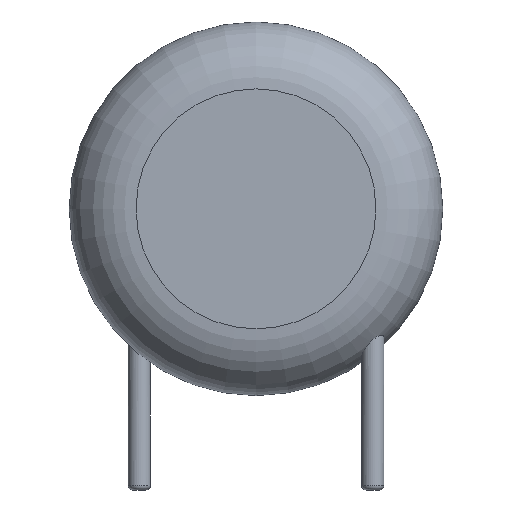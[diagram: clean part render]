
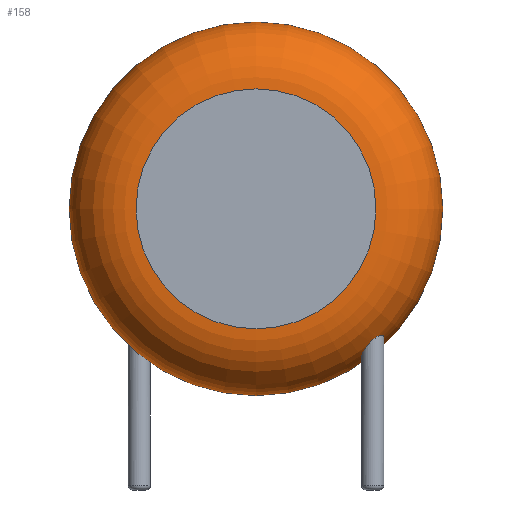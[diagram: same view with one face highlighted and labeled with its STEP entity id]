
A CAD part, front view. The second image highlights one B-rep face of the part: STEP entity #158.
In plain terms, the highlighted toroidal (fillet/blend) face has major radius 3.854 mm and minor radius 2.146 mm.
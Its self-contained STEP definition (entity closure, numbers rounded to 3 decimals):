
#24 = VERTEX_POINT('',#25);
#25 = CARTESIAN_POINT('',(9.75,-0.941,6.03));
#31 = EDGE_CURVE('',#24,#24,#32,.T.);
#32 = CIRCLE('',#33,6.);
#33 = AXIS2_PLACEMENT_3D('',#34,#35,#36);
#34 = CARTESIAN_POINT('',(3.75,-0.941,6.03));
#35 = DIRECTION('',(0.,-1.,0.));
#36 = DIRECTION('',(1.,0.,0.));
#158 = ADVANCED_FACE('',(#159,#179),#259,.T.);
#159 = FACE_BOUND('',#160,.T.);
#160 = EDGE_LOOP('',(#161,#162,#171,#178));
#161 = ORIENTED_EDGE('',*,*,#31,.T.);
#162 = ORIENTED_EDGE('',*,*,#163,.T.);
#163 = EDGE_CURVE('',#24,#164,#166,.T.);
#164 = VERTEX_POINT('',#165);
#165 = CARTESIAN_POINT('',(7.604,-3.088,6.03));
#166 = CIRCLE('',#167,2.146);
#167 = AXIS2_PLACEMENT_3D('',#168,#169,#170);
#168 = CARTESIAN_POINT('',(7.604,-0.941,6.03));
#169 = DIRECTION('',(0.,0.,-1.));
#170 = DIRECTION('',(1.,0.,0.));
#171 = ORIENTED_EDGE('',*,*,#172,.F.);
#172 = EDGE_CURVE('',#164,#164,#173,.T.);
#173 = CIRCLE('',#174,3.854);
#174 = AXIS2_PLACEMENT_3D('',#175,#176,#177);
#175 = CARTESIAN_POINT('',(3.75,-3.088,6.03));
#176 = DIRECTION('',(0.,-1.,0.));
#177 = DIRECTION('',(1.,0.,0.));
#178 = ORIENTED_EDGE('',*,*,#163,.F.);
#179 = FACE_BOUND('',#180,.T.);
#180 = EDGE_LOOP('',(#181,#200));
#181 = ORIENTED_EDGE('',*,*,#182,.T.);
#182 = EDGE_CURVE('',#183,#185,#187,.T.);
#183 = VERTEX_POINT('',#184);
#184 = CARTESIAN_POINT('',(7.86,-1.775,1.893));
#185 = VERTEX_POINT('',#186);
#186 = CARTESIAN_POINT('',(7.529,-1.416,1.438
));
#187 = B_SPLINE_CURVE_WITH_KNOTS('',6,(#188,#189,#190,#191,#192,#193,
#194,#195,#196,#197,#198,#199),.UNSPECIFIED.,.F.,.F.,(7,5,7),(
0.,0.611,1.),.UNSPECIFIED.);
#188 = CARTESIAN_POINT('',(7.86,-1.775,1.893));
#189 = CARTESIAN_POINT('',(7.86,-1.719,1.86));
#190 = CARTESIAN_POINT('',(7.85,-1.665,1.821
));
#191 = CARTESIAN_POINT('',(7.83,-1.613,1.777
));
#192 = CARTESIAN_POINT('',(7.801,-1.566,1.729
));
#193 = CARTESIAN_POINT('',(7.765,-1.525,1.68
));
#194 = CARTESIAN_POINT('',(7.695,-1.471,1.598)
);
#195 = CARTESIAN_POINT('',(7.666,-1.452,1.565
));
#196 = CARTESIAN_POINT('',(7.634,-1.438,1.533
));
#197 = CARTESIAN_POINT('',(7.6,-1.426,1.5
));
#198 = CARTESIAN_POINT('',(7.565,-1.419,1.469
));
#199 = CARTESIAN_POINT('',(7.529,-1.416,1.438
));
#200 = ORIENTED_EDGE('',*,*,#201,.T.);
#201 = EDGE_CURVE('',#185,#183,#202,.T.);
#202 = B_SPLINE_CURVE_WITH_KNOTS('',7,(#203,#204,#205,#206,#207,#208,
#209,#210,#211,#212,#213,#214,#215,#216,#217,#218,#219,#220,#221,
#222,#223,#224,#225,#226,#227,#228,#229,#230,#231,#232,#233,#234,
#235,#236,#237,#238,#239,#240,#241,#242,#243,#244,#245,#246,#247,
#248,#249,#250,#251,#252,#253,#254,#255,#256,#257,#258),
.UNSPECIFIED.,.F.,.F.,(8,6,6,6,6,6,6,6,6,8),(0.,0.16,
0.245,0.34,0.392,0.551,
0.743,0.823,0.928,1.),.UNSPECIFIED.);
#203 = CARTESIAN_POINT('',(7.529,-1.416,1.438
));
#204 = CARTESIAN_POINT('',(7.49,-1.413,1.405)
);
#205 = CARTESIAN_POINT('',(7.449,-1.415,1.373)
);
#206 = CARTESIAN_POINT('',(7.409,-1.422,1.343
));
#207 = CARTESIAN_POINT('',(7.37,-1.434,1.316
));
#208 = CARTESIAN_POINT('',(7.332,-1.452,1.293
));
#209 = CARTESIAN_POINT('',(7.297,-1.475,1.274)
);
#210 = CARTESIAN_POINT('',(7.248,-1.517,1.252
));
#211 = CARTESIAN_POINT('',(7.233,-1.532,1.246
));
#212 = CARTESIAN_POINT('',(7.218,-1.549,1.242)
);
#213 = CARTESIAN_POINT('',(7.205,-1.567,1.239
));
#214 = CARTESIAN_POINT('',(7.193,-1.586,1.237)
);
#215 = CARTESIAN_POINT('',(7.182,-1.605,1.237)
);
#216 = CARTESIAN_POINT('',(7.163,-1.647,1.241
));
#217 = CARTESIAN_POINT('',(7.154,-1.67,1.245)
);
#218 = CARTESIAN_POINT('',(7.148,-1.693,1.25)
);
#219 = CARTESIAN_POINT('',(7.143,-1.717,1.258)
);
#220 = CARTESIAN_POINT('',(7.14,-1.741,1.268)
);
#221 = CARTESIAN_POINT('',(7.139,-1.764,1.279
));
#222 = CARTESIAN_POINT('',(7.141,-1.8,1.299
));
#223 = CARTESIAN_POINT('',(7.142,-1.812,1.306
));
#224 = CARTESIAN_POINT('',(7.143,-1.825,1.314
));
#225 = CARTESIAN_POINT('',(7.145,-1.837,1.322
));
#226 = CARTESIAN_POINT('',(7.147,-1.849,1.331
));
#227 = CARTESIAN_POINT('',(7.15,-1.861,1.34)
);
#228 = CARTESIAN_POINT('',(7.164,-1.909,1.378)
);
#229 = CARTESIAN_POINT('',(7.178,-1.943,1.411
));
#230 = CARTESIAN_POINT('',(7.196,-1.975,1.445
));
#231 = CARTESIAN_POINT('',(7.218,-2.004,1.482
));
#232 = CARTESIAN_POINT('',(7.242,-2.03,1.52
));
#233 = CARTESIAN_POINT('',(7.269,-2.054,1.559)
);
#234 = CARTESIAN_POINT('',(7.335,-2.098,1.647
));
#235 = CARTESIAN_POINT('',(7.374,-2.117,1.695)
);
#236 = CARTESIAN_POINT('',(7.416,-2.131,1.743
));
#237 = CARTESIAN_POINT('',(7.461,-2.139,1.789)
);
#238 = CARTESIAN_POINT('',(7.509,-2.14,1.833)
);
#239 = CARTESIAN_POINT('',(7.557,-2.134,1.871
));
#240 = CARTESIAN_POINT('',(7.623,-2.114,1.915
));
#241 = CARTESIAN_POINT('',(7.643,-2.107,1.926
));
#242 = CARTESIAN_POINT('',(7.662,-2.098,1.937
));
#243 = CARTESIAN_POINT('',(7.68,-2.088,1.946
));
#244 = CARTESIAN_POINT('',(7.698,-2.077,1.953
));
#245 = CARTESIAN_POINT('',(7.715,-2.064,1.959
));
#246 = CARTESIAN_POINT('',(7.752,-2.033,1.969
));
#247 = CARTESIAN_POINT('',(7.772,-2.014,1.972)
);
#248 = CARTESIAN_POINT('',(7.79,-1.992,1.973
));
#249 = CARTESIAN_POINT('',(7.805,-1.97,1.971)
);
#250 = CARTESIAN_POINT('',(7.819,-1.946,1.966
));
#251 = CARTESIAN_POINT('',(7.83,-1.922,1.96)
);
#252 = CARTESIAN_POINT('',(7.845,-1.88,1.945
));
#253 = CARTESIAN_POINT('',(7.85,-1.863,1.938)
);
#254 = CARTESIAN_POINT('',(7.854,-1.845,1.931
));
#255 = CARTESIAN_POINT('',(7.857,-1.828,1.922)
);
#256 = CARTESIAN_POINT('',(7.859,-1.81,1.913
));
#257 = CARTESIAN_POINT('',(7.86,-1.792,1.904));
#258 = CARTESIAN_POINT('',(7.86,-1.775,1.893));
#259 = TOROIDAL_SURFACE('',#260,3.854,2.146);
#260 = AXIS2_PLACEMENT_3D('',#261,#262,#263);
#261 = CARTESIAN_POINT('',(3.75,-0.941,6.03));
#262 = DIRECTION('',(0.,-1.,0.));
#263 = DIRECTION('',(1.,0.,0.));
